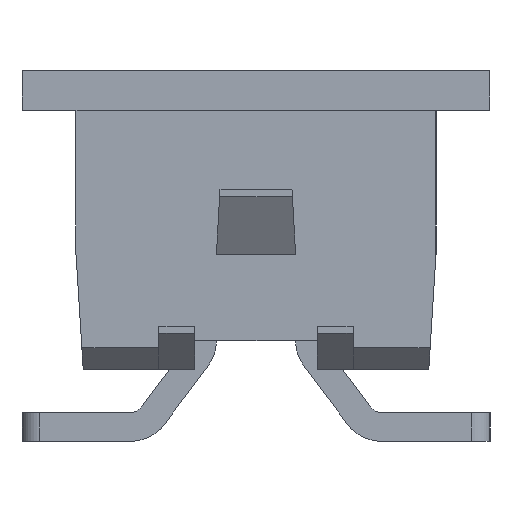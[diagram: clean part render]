
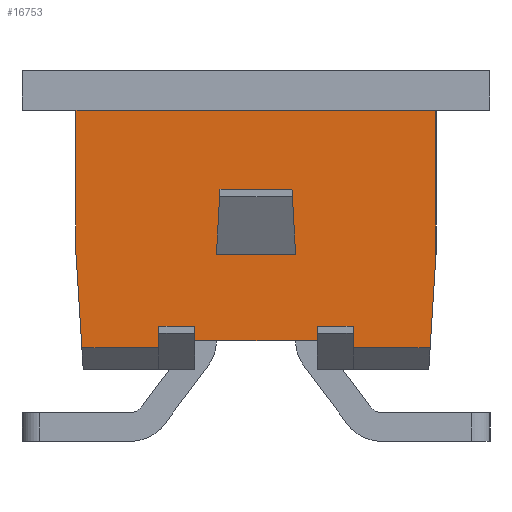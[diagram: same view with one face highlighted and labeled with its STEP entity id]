
A CAD part, front view. The second image highlights one B-rep face of the part: STEP entity #16753.
In plain terms, the highlighted face is planar.
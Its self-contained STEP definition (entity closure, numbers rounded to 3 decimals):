
#1452=ORIENTED_EDGE('',*,*,#4403,.T.);
#1453=ORIENTED_EDGE('',*,*,#4411,.T.);
#1454=ORIENTED_EDGE('',*,*,#4465,.F.);
#1455=ORIENTED_EDGE('',*,*,#4598,.T.);
#1456=ORIENTED_EDGE('',*,*,#4469,.F.);
#1457=ORIENTED_EDGE('',*,*,#4433,.F.);
#1458=ORIENTED_EDGE('',*,*,#4426,.T.);
#1459=ORIENTED_EDGE('',*,*,#4618,.T.);
#1460=ORIENTED_EDGE('',*,*,#4444,.F.);
#1461=ORIENTED_EDGE('',*,*,#4512,.F.);
#1462=ORIENTED_EDGE('',*,*,#4285,.F.);
#1463=ORIENTED_EDGE('',*,*,#4507,.T.);
#1464=ORIENTED_EDGE('',*,*,#4452,.T.);
#1465=ORIENTED_EDGE('',*,*,#4619,.T.);
#1466=ORIENTED_EDGE('',*,*,#4370,.T.);
#1467=ORIENTED_EDGE('',*,*,#4620,.T.);
#1468=ORIENTED_EDGE('',*,*,#4377,.F.);
#1469=ORIENTED_EDGE('',*,*,#4621,.F.);
#4285=EDGE_CURVE('',#6011,#6004,#7119,.T.);
#4370=EDGE_CURVE('',#6040,#6041,#7176,.T.);
#4377=EDGE_CURVE('',#6047,#6044,#7183,.T.);
#4403=EDGE_CURVE('',#6071,#6070,#7209,.T.);
#4411=EDGE_CURVE('',#6070,#6075,#7217,.T.);
#4426=EDGE_CURVE('',#6088,#6086,#7232,.T.);
#4433=EDGE_CURVE('',#6088,#6093,#7239,.T.);
#4444=EDGE_CURVE('',#6102,#6103,#7250,.T.);
#4452=EDGE_CURVE('',#6111,#6110,#7258,.T.);
#4465=EDGE_CURVE('',#6116,#6075,#7271,.T.);
#4469=EDGE_CURVE('',#6093,#6120,#7275,.T.);
#4507=EDGE_CURVE('',#6011,#6111,#7305,.T.);
#4512=EDGE_CURVE('',#6004,#6102,#7310,.T.);
#4598=EDGE_CURVE('',#6116,#6120,#7396,.T.);
#4618=EDGE_CURVE('',#6086,#6103,#7416,.T.);
#4619=EDGE_CURVE('',#6110,#6071,#7417,.T.);
#4620=EDGE_CURVE('',#6041,#6044,#7418,.T.);
#4621=EDGE_CURVE('',#6040,#6047,#7419,.T.);
#6004=VERTEX_POINT('',#22413);
#6011=VERTEX_POINT('',#22426);
#6040=VERTEX_POINT('',#22584);
#6041=VERTEX_POINT('',#22585);
#6044=VERTEX_POINT('',#22593);
#6047=VERTEX_POINT('',#22598);
#6070=VERTEX_POINT('',#22654);
#6071=VERTEX_POINT('',#22656);
#6075=VERTEX_POINT('',#22670);
#6086=VERTEX_POINT('',#22701);
#6088=VERTEX_POINT('',#22704);
#6093=VERTEX_POINT('',#22715);
#6102=VERTEX_POINT('',#22739);
#6103=VERTEX_POINT('',#22741);
#6110=VERTEX_POINT('',#22756);
#6111=VERTEX_POINT('',#22758);
#6116=VERTEX_POINT('',#22779);
#6120=VERTEX_POINT('',#22789);
#7119=LINE('',#22427,#8489);
#7176=LINE('',#22583,#8546);
#7183=LINE('',#22599,#8553);
#7209=LINE('',#22655,#8579);
#7217=LINE('',#22671,#8587);
#7232=LINE('',#22703,#8602);
#7239=LINE('',#22717,#8609);
#7250=LINE('',#22740,#8620);
#7258=LINE('',#22757,#8628);
#7271=LINE('',#22781,#8641);
#7275=LINE('',#22788,#8645);
#7305=LINE('',#22860,#8675);
#7310=LINE('',#22868,#8680);
#7396=LINE('',#23021,#8766);
#7416=LINE('',#23043,#8786);
#7417=LINE('',#23045,#8787);
#7418=LINE('',#23047,#8788);
#7419=LINE('',#23048,#8789);
#8489=VECTOR('',#18781,1000.);
#8546=VECTOR('',#18980,1000.);
#8553=VECTOR('',#18989,1000.);
#8579=VECTOR('',#19029,1000.);
#8587=VECTOR('',#19043,1000.);
#8602=VECTOR('',#19068,1000.);
#8609=VECTOR('',#19077,1000.);
#8620=VECTOR('',#19094,1000.);
#8628=VECTOR('',#19104,1000.);
#8641=VECTOR('',#19125,1000.);
#8645=VECTOR('',#19131,1000.);
#8675=VECTOR('',#19213,1000.);
#8680=VECTOR('',#19224,1000.);
#8766=VECTOR('',#19316,1000.);
#8786=VECTOR('',#19340,1000.);
#8787=VECTOR('',#19343,1000.);
#8788=VECTOR('',#19346,1000.);
#8789=VECTOR('',#19347,1000.);
#9860=EDGE_LOOP('',(#1452,#1453,#1454,#1455,#1456,#1457,#1458,#1459,#1460,
#1461,#1462,#1463,#1464,#1465));
#9861=EDGE_LOOP('',(#1466,#1467,#1468,#1469));
#10626=FACE_BOUND('',#9860,.T.);
#10627=FACE_BOUND('',#9861,.T.);
#11325=PLANE('',#17560);
#16753=ADVANCED_FACE('',(#10626,#10627),#11325,.F.);
#17560=AXIS2_PLACEMENT_3D('',#23046,#19344,#19345);
#18781=DIRECTION('',(0.,-1.,0.));
#18980=DIRECTION('',(0.,-0.055,-0.998));
#18989=DIRECTION('',(0.,0.055,-0.998));
#19029=DIRECTION('',(0.,0.,1.));
#19043=DIRECTION('',(0.,-1.,0.));
#19068=DIRECTION('',(0.,0.,-1.));
#19077=DIRECTION('',(0.,1.,0.));
#19094=DIRECTION('',(0.,0.062,-0.998));
#19104=DIRECTION('',(0.,-0.062,-0.998));
#19125=DIRECTION('',(0.,0.,1.));
#19131=DIRECTION('',(0.,0.,-1.));
#19213=DIRECTION('',(0.,0.,-1.));
#19224=DIRECTION('',(0.,0.,-1.));
#19316=DIRECTION('',(0.,-1.,0.));
#19340=DIRECTION('',(0.,-1.,0.));
#19343=DIRECTION('',(0.,-1.,0.));
#19344=DIRECTION('',(1.,0.,0.));
#19345=DIRECTION('',(0.,0.,-1.));
#19346=DIRECTION('',(0.,1.,0.));
#19347=DIRECTION('',(0.,1.,0.));
#22413=CARTESIAN_POINT('',(-11.175,-2.5,3.6));
#22426=CARTESIAN_POINT('',(-11.175,2.5,3.6));
#22427=CARTESIAN_POINT('',(-11.175,2.5,3.6));
#22583=CARTESIAN_POINT('',(-11.175,-0.5,2.5));
#22584=CARTESIAN_POINT('',(-11.175,-0.5,2.5));
#22585=CARTESIAN_POINT('',(-11.175,-0.55,1.6));
#22593=CARTESIAN_POINT('',(-11.175,0.55,1.6));
#22598=CARTESIAN_POINT('',(-11.175,0.5,2.5));
#22599=CARTESIAN_POINT('',(-11.175,0.5,2.5));
#22654=CARTESIAN_POINT('',(-11.175,1.35,0.6));
#22655=CARTESIAN_POINT('',(-11.175,1.35,0.3));
#22656=CARTESIAN_POINT('',(-11.175,1.35,0.3));
#22670=CARTESIAN_POINT('',(-11.175,0.85,0.6));
#22671=CARTESIAN_POINT('',(-11.175,1.35,0.6));
#22701=CARTESIAN_POINT('',(-11.175,-1.35,0.3));
#22703=CARTESIAN_POINT('',(-11.175,-1.35,0.6));
#22704=CARTESIAN_POINT('',(-11.175,-1.35,0.6));
#22715=CARTESIAN_POINT('',(-11.175,-0.85,0.6));
#22717=CARTESIAN_POINT('',(-11.175,-1.35,0.6));
#22739=CARTESIAN_POINT('',(-11.175,-2.5,1.6));
#22740=CARTESIAN_POINT('',(-11.175,-2.605,3.281));
#22741=CARTESIAN_POINT('',(-11.175,-2.419,0.3));
#22756=CARTESIAN_POINT('',(-11.175,2.419,0.3));
#22757=CARTESIAN_POINT('',(-11.175,2.625,3.592));
#22758=CARTESIAN_POINT('',(-11.175,2.5,1.6));
#22779=CARTESIAN_POINT('',(-11.175,0.85,0.4));
#22781=CARTESIAN_POINT('',(-11.175,0.85,0.3));
#22788=CARTESIAN_POINT('',(-11.175,-0.85,0.6));
#22789=CARTESIAN_POINT('',(-11.175,-0.85,0.4));
#22860=CARTESIAN_POINT('',(-11.175,2.5,3.6));
#22868=CARTESIAN_POINT('',(-11.175,-2.5,3.6));
#23021=CARTESIAN_POINT('',(-11.175,2.5,0.4));
#23043=CARTESIAN_POINT('',(-11.175,2.5,0.3));
#23045=CARTESIAN_POINT('',(-11.175,2.5,0.3));
#23046=CARTESIAN_POINT('',(-11.175,2.5,3.6));
#23047=CARTESIAN_POINT('',(-11.175,-0.55,1.6));
#23048=CARTESIAN_POINT('',(-11.175,-0.55,2.5));
